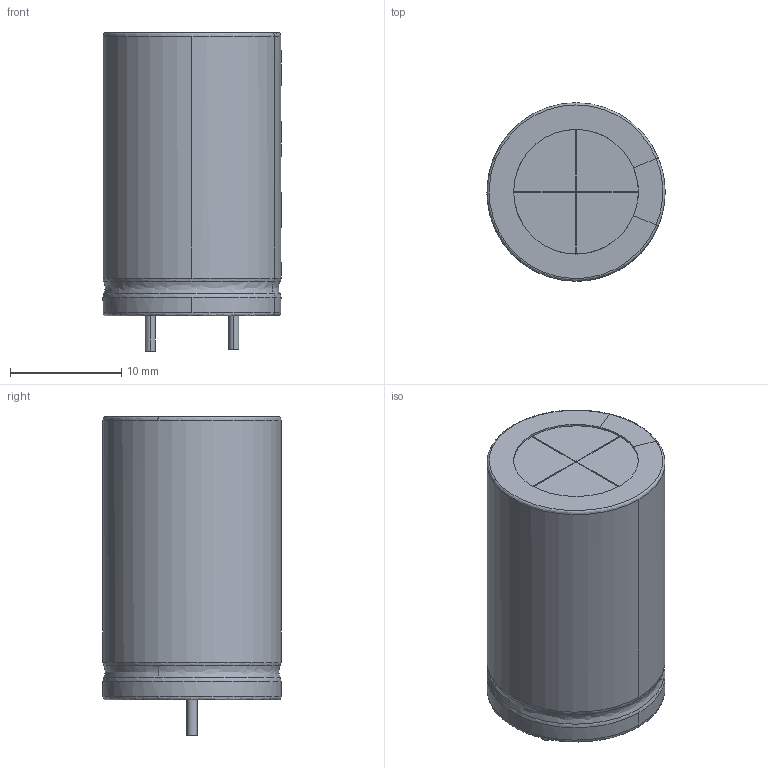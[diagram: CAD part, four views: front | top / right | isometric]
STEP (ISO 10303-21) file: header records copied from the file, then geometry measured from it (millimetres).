
FILE_DESCRIPTION (( 'STEP AP214' ), '1' );
FILE_NAME ('CP_Radial_D16.0mm_P7.50mm_1InchTall.STEP', '2021-01-21T06:37:50', ( '' ), ( '' ), 'SwSTEP 2.0', 'SolidWorks 2019', '' );
FILE_SCHEMA (( 'AUTOMOTIVE_DESIGN' ));
Length unit declared in the file: millimetre
Products named in the file (1): CP_Radial_D16.0mm_P7.50mm_1InchTall
Bounding box: 16 x 16 x 28.62 mm (x, y, z)
Volume: 5045.3 mm3; surface area: 1918.3 mm2
Topology: 1 solids, 2 shells, 71 faces, 196 edges, 134 vertices
Faces by surface type: cylinder 29, plane 23, bspline 19
Entity records: 3916 total; most frequent: CARTESIAN_POINT 1658, ORIENTED_EDGE 392, DIRECTION 292, EDGE_CURVE 196, VERTEX_POINT 134, AXIS2_PLACEMENT_3D 109, EDGE_LOOP 76, LINE 74
